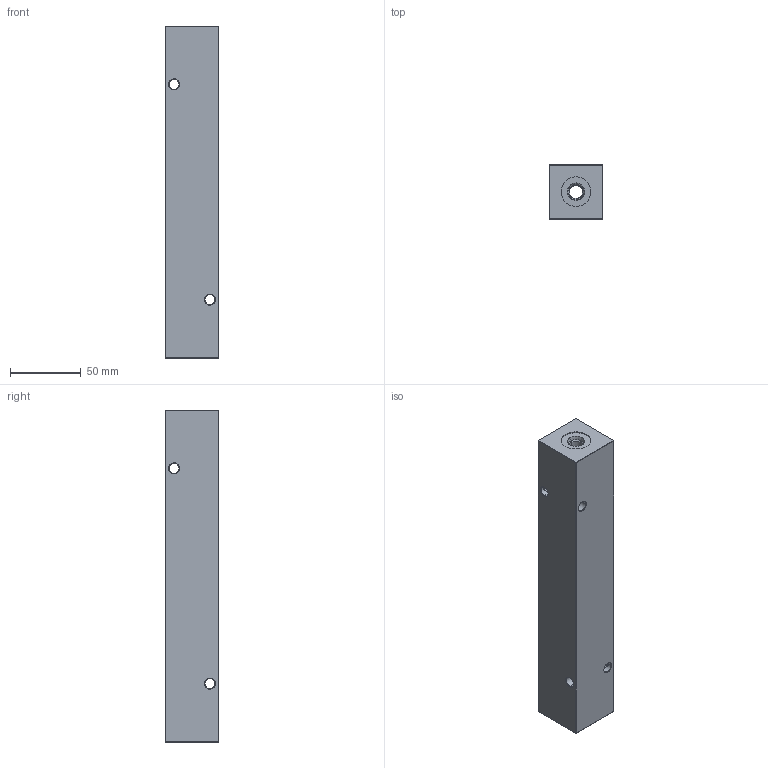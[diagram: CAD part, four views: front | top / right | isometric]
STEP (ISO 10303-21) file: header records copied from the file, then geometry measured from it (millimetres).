
FILE_DESCRIPTION (( 'STEP AP203' ), '1' );
FILE_NAME ('HM-6-90-S-4-4.STEP', '2020-11-09T14:06:59', ( '' ), ( '' ), 'SwSTEP 2.0', 'SolidWorks 2019', '' );
FILE_SCHEMA (( 'CONFIG_CONTROL_DESIGN' ));
Length unit declared in the file: inch
Products named in the file (1): HM-6-90-S-4-4
Bounding box: 38.1 x 38.1 x 234.95 mm (x, y, z)
Volume: 300388.2 mm3; surface area: 52210.5 mm2
Topology: 1 solids, 1 shells, 685 faces, 1761 edges, 1122 vertices
Faces by surface type: plane 259, bspline 186, cylinder 122, cone 118
Entity records: 29872 total; most frequent: CARTESIAN_POINT 14619, ORIENTED_EDGE 3522, DIRECTION 2483, EDGE_CURVE 1761, VERTEX_POINT 1122, VECTOR 927, LINE 927, AXIS2_PLACEMENT_3D 778
